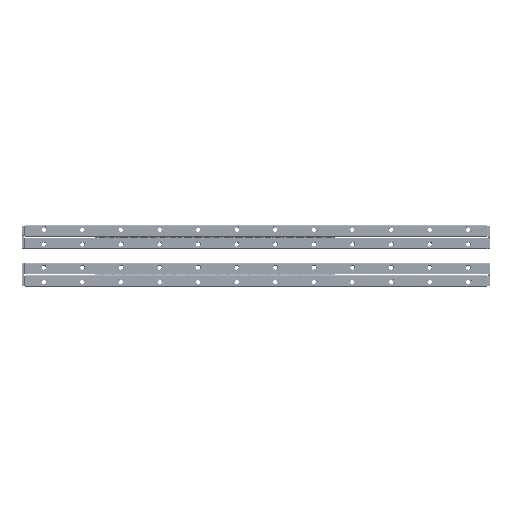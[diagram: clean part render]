
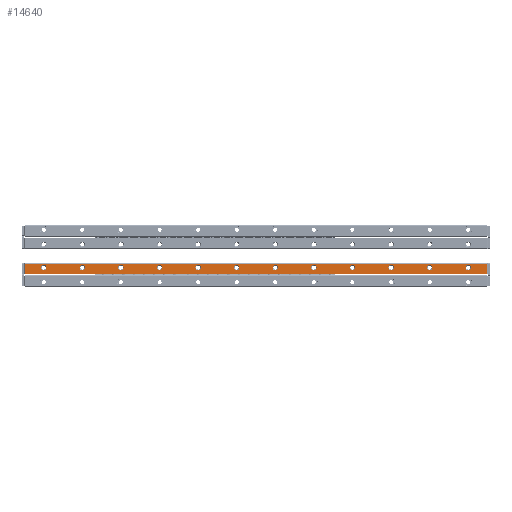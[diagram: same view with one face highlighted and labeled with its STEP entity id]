
A CAD part, top view. The second image highlights one B-rep face of the part: STEP entity #14640.
In plain terms, the highlighted planar face has unit normal (0, 0, 1).
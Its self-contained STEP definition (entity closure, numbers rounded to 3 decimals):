
#14640=ADVANCED_FACE('',(#25634,#25635,#25636,#25637,#25638,#25639,#25640,
#25641,#25642,#25643,#25644,#25645,#25646),#18980,.T.);
#18980=PLANE('',#86215);
#21037=CIRCLE('',#86203,3.525);
#21038=CIRCLE('',#86204,3.525);
#21039=CIRCLE('',#86205,3.525);
#21040=CIRCLE('',#86206,3.525);
#21041=CIRCLE('',#86207,3.525);
#21042=CIRCLE('',#86208,3.525);
#21043=CIRCLE('',#86209,3.525);
#21044=CIRCLE('',#86210,3.525);
#21045=CIRCLE('',#86211,3.525);
#21046=CIRCLE('',#86212,3.525);
#21047=CIRCLE('',#86213,3.525);
#21048=CIRCLE('',#86214,3.525);
#25634=FACE_BOUND('',#29667,.T.);
#25635=FACE_BOUND('',#29668,.T.);
#25636=FACE_BOUND('',#29669,.T.);
#25637=FACE_BOUND('',#29670,.T.);
#25638=FACE_BOUND('',#29671,.T.);
#25639=FACE_BOUND('',#29672,.T.);
#25640=FACE_BOUND('',#29673,.T.);
#25641=FACE_BOUND('',#29674,.T.);
#25642=FACE_BOUND('',#29675,.T.);
#25643=FACE_BOUND('',#29676,.T.);
#25644=FACE_BOUND('',#29677,.T.);
#25645=FACE_BOUND('',#29678,.T.);
#25646=FACE_BOUND('',#29679,.T.);
#29667=EDGE_LOOP('',(#37902));
#29668=EDGE_LOOP('',(#37903));
#29669=EDGE_LOOP('',(#37904));
#29670=EDGE_LOOP('',(#37905));
#29671=EDGE_LOOP('',(#37906));
#29672=EDGE_LOOP('',(#37907));
#29673=EDGE_LOOP('',(#37908));
#29674=EDGE_LOOP('',(#37909));
#29675=EDGE_LOOP('',(#37910));
#29676=EDGE_LOOP('',(#37911));
#29677=EDGE_LOOP('',(#37912));
#29678=EDGE_LOOP('',(#37913));
#29679=EDGE_LOOP('',(#37914,#37915,#37916,#37917));
#37902=ORIENTED_EDGE('',*,*,#64972,.T.);
#37903=ORIENTED_EDGE('',*,*,#64973,.T.);
#37904=ORIENTED_EDGE('',*,*,#64974,.T.);
#37905=ORIENTED_EDGE('',*,*,#64975,.T.);
#37906=ORIENTED_EDGE('',*,*,#64976,.T.);
#37907=ORIENTED_EDGE('',*,*,#64977,.T.);
#37908=ORIENTED_EDGE('',*,*,#64978,.T.);
#37909=ORIENTED_EDGE('',*,*,#64979,.T.);
#37910=ORIENTED_EDGE('',*,*,#64980,.T.);
#37911=ORIENTED_EDGE('',*,*,#64981,.T.);
#37912=ORIENTED_EDGE('',*,*,#64982,.T.);
#37913=ORIENTED_EDGE('',*,*,#64983,.T.);
#37914=ORIENTED_EDGE('',*,*,#64984,.T.);
#37915=ORIENTED_EDGE('',*,*,#64985,.T.);
#37916=ORIENTED_EDGE('',*,*,#64986,.T.);
#37917=ORIENTED_EDGE('',*,*,#64987,.T.);
#57310=VERTEX_POINT('',#119147);
#57311=VERTEX_POINT('',#119149);
#57312=VERTEX_POINT('',#119151);
#57313=VERTEX_POINT('',#119153);
#57314=VERTEX_POINT('',#119155);
#57315=VERTEX_POINT('',#119157);
#57316=VERTEX_POINT('',#119159);
#57317=VERTEX_POINT('',#119161);
#57318=VERTEX_POINT('',#119163);
#57319=VERTEX_POINT('',#119165);
#57320=VERTEX_POINT('',#119167);
#57321=VERTEX_POINT('',#119169);
#57322=VERTEX_POINT('',#119171);
#57323=VERTEX_POINT('',#119172);
#57324=VERTEX_POINT('',#119174);
#57325=VERTEX_POINT('',#119176);
#64972=EDGE_CURVE('',#57310,#57310,#21037,.T.);
#64973=EDGE_CURVE('',#57311,#57311,#21038,.T.);
#64974=EDGE_CURVE('',#57312,#57312,#21039,.T.);
#64975=EDGE_CURVE('',#57313,#57313,#21040,.T.);
#64976=EDGE_CURVE('',#57314,#57314,#21041,.T.);
#64977=EDGE_CURVE('',#57315,#57315,#21042,.T.);
#64978=EDGE_CURVE('',#57316,#57316,#21043,.T.);
#64979=EDGE_CURVE('',#57317,#57317,#21044,.T.);
#64980=EDGE_CURVE('',#57318,#57318,#21045,.T.);
#64981=EDGE_CURVE('',#57319,#57319,#21046,.T.);
#64982=EDGE_CURVE('',#57320,#57320,#21047,.T.);
#64983=EDGE_CURVE('',#57321,#57321,#21048,.T.);
#64984=EDGE_CURVE('',#57322,#57323,#74912,.T.);
#64985=EDGE_CURVE('',#57323,#57324,#74913,.T.);
#64986=EDGE_CURVE('',#57324,#57325,#74914,.T.);
#64987=EDGE_CURVE('',#57325,#57322,#74915,.T.);
#74912=LINE('',#119170,#80776);
#74913=LINE('',#119173,#80777);
#74914=LINE('',#119175,#80778);
#74915=LINE('',#119177,#80779);
#80776=VECTOR('',#95277,1.);
#80777=VECTOR('',#95278,1.);
#80778=VECTOR('',#95279,1.);
#80779=VECTOR('',#95280,1.);
#86203=AXIS2_PLACEMENT_3D('',#119146,#95253,#95254);
#86204=AXIS2_PLACEMENT_3D('',#119148,#95255,#95256);
#86205=AXIS2_PLACEMENT_3D('',#119150,#95257,#95258);
#86206=AXIS2_PLACEMENT_3D('',#119152,#95259,#95260);
#86207=AXIS2_PLACEMENT_3D('',#119154,#95261,#95262);
#86208=AXIS2_PLACEMENT_3D('',#119156,#95263,#95264);
#86209=AXIS2_PLACEMENT_3D('',#119158,#95265,#95266);
#86210=AXIS2_PLACEMENT_3D('',#119160,#95267,#95268);
#86211=AXIS2_PLACEMENT_3D('',#119162,#95269,#95270);
#86212=AXIS2_PLACEMENT_3D('',#119164,#95271,#95272);
#86213=AXIS2_PLACEMENT_3D('',#119166,#95273,#95274);
#86214=AXIS2_PLACEMENT_3D('',#119168,#95275,#95276);
#86215=AXIS2_PLACEMENT_3D('',#119178,#95281,#95282);
#95253=DIRECTION('',(0.,0.,-1.));
#95254=DIRECTION('',(1.,0.,0.));
#95255=DIRECTION('',(0.,0.,-1.));
#95256=DIRECTION('',(1.,0.,0.));
#95257=DIRECTION('',(0.,0.,-1.));
#95258=DIRECTION('',(1.,0.,0.));
#95259=DIRECTION('',(0.,0.,-1.));
#95260=DIRECTION('',(1.,0.,0.));
#95261=DIRECTION('',(0.,0.,-1.));
#95262=DIRECTION('',(1.,0.,0.));
#95263=DIRECTION('',(0.,0.,-1.));
#95264=DIRECTION('',(1.,0.,0.));
#95265=DIRECTION('',(0.,0.,-1.));
#95266=DIRECTION('',(1.,0.,0.));
#95267=DIRECTION('',(0.,0.,-1.));
#95268=DIRECTION('',(1.,0.,0.));
#95269=DIRECTION('',(0.,0.,-1.));
#95270=DIRECTION('',(1.,0.,0.));
#95271=DIRECTION('',(0.,0.,-1.));
#95272=DIRECTION('',(1.,0.,0.));
#95273=DIRECTION('',(0.,0.,-1.));
#95274=DIRECTION('',(1.,0.,0.));
#95275=DIRECTION('',(0.,0.,-1.));
#95276=DIRECTION('',(1.,0.,0.));
#95277=DIRECTION('',(-1.,0.,0.));
#95278=DIRECTION('',(0.,-1.,0.));
#95279=DIRECTION('',(1.,0.,0.));
#95280=DIRECTION('',(0.,1.,0.));
#95281=DIRECTION('',(0.,0.,1.));
#95282=DIRECTION('',(1.,0.,0.));
#119146=CARTESIAN_POINT('',(575.,25.,15.));
#119147=CARTESIAN_POINT('',(578.525,25.,15.));
#119148=CARTESIAN_POINT('',(525.,25.,15.));
#119149=CARTESIAN_POINT('',(528.525,25.,15.));
#119150=CARTESIAN_POINT('',(475.,25.,15.));
#119151=CARTESIAN_POINT('',(478.525,25.,15.));
#119152=CARTESIAN_POINT('',(425.,25.,15.));
#119153=CARTESIAN_POINT('',(428.525,25.,15.));
#119154=CARTESIAN_POINT('',(375.,25.,15.));
#119155=CARTESIAN_POINT('',(378.525,25.,15.));
#119156=CARTESIAN_POINT('',(325.,25.,15.));
#119157=CARTESIAN_POINT('',(328.525,25.,15.));
#119158=CARTESIAN_POINT('',(275.,25.,15.));
#119159=CARTESIAN_POINT('',(278.525,25.,15.));
#119160=CARTESIAN_POINT('',(225.,25.,15.));
#119161=CARTESIAN_POINT('',(228.525,25.,15.));
#119162=CARTESIAN_POINT('',(175.,25.,15.));
#119163=CARTESIAN_POINT('',(178.525,25.,15.));
#119164=CARTESIAN_POINT('',(125.,25.,15.));
#119165=CARTESIAN_POINT('',(128.525,25.,15.));
#119166=CARTESIAN_POINT('',(75.,25.,15.));
#119167=CARTESIAN_POINT('',(78.525,25.,15.));
#119168=CARTESIAN_POINT('',(25.,25.,15.));
#119169=CARTESIAN_POINT('',(28.525,25.,15.));
#119170=CARTESIAN_POINT('',(300.,30.25,15.));
#119171=CARTESIAN_POINT('',(599.275,30.25,15.));
#119172=CARTESIAN_POINT('',(0.725,30.25,15.));
#119173=CARTESIAN_POINT('',(0.725,23.55,15.));
#119174=CARTESIAN_POINT('',(0.725,16.85,15.));
#119175=CARTESIAN_POINT('',(300.,16.85,15.));
#119176=CARTESIAN_POINT('',(599.275,16.85,15.));
#119177=CARTESIAN_POINT('',(599.275,23.55,15.));
#119178=CARTESIAN_POINT('',(300.,23.55,15.));
